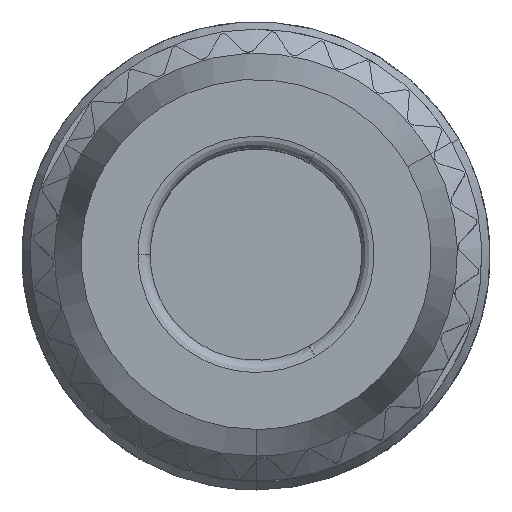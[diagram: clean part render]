
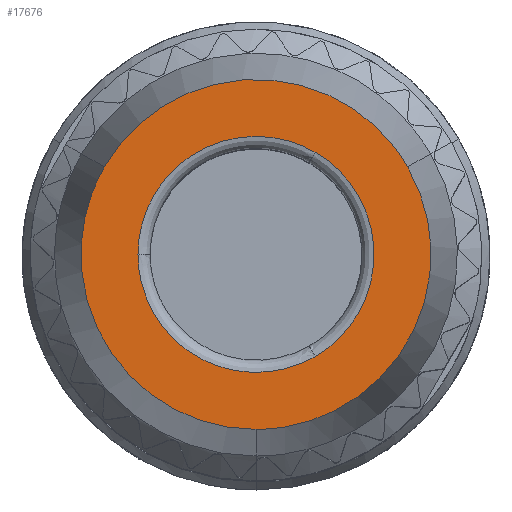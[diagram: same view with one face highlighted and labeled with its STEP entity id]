
A CAD part, top view. The second image highlights one B-rep face of the part: STEP entity #17676.
In plain terms, the highlighted planar face has unit normal (0, 0, 1).
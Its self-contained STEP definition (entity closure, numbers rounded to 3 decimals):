
#17607=AXIS2_PLACEMENT_3D('Plane Axis2P3D',#17604,#17605,#17606) ;
#17539=CARTESIAN_POINT('Vertex',(9.488,7.901,40.8)) ;
#17545=CARTESIAN_POINT('Vertex',(2.04,7.901,40.8)) ;
#17549=CARTESIAN_POINT('Control Point',(2.04,7.901,40.8)) ;
#17550=CARTESIAN_POINT('Control Point',(5.764,14.351,40.8)) ;
#17551=CARTESIAN_POINT('Control Point',(9.488,7.901,40.8)) ;
#17570=CARTESIAN_POINT('Vertex',(5.764,1.451,40.8)) ;
#17574=CARTESIAN_POINT('Control Point',(9.488,7.901,40.8)) ;
#17575=CARTESIAN_POINT('Control Point',(13.212,1.451,40.8)) ;
#17576=CARTESIAN_POINT('Control Point',(5.764,1.451,40.8)) ;
#17593=CARTESIAN_POINT('Control Point',(5.764,1.451,40.8)) ;
#17594=CARTESIAN_POINT('Control Point',(-1.684,1.451,40.8)) ;
#17595=CARTESIAN_POINT('Control Point',(2.04,7.901,40.8)) ;
#17604=CARTESIAN_POINT('Axis2P3D Location',(7.495,-0.71,40.8)) ;
#17615=CARTESIAN_POINT('Control Point',(7.214,8.262,40.8)) ;
#17616=CARTESIAN_POINT('Control Point',(7.482,8.108,40.8)) ;
#17617=CARTESIAN_POINT('Control Point',(7.738,7.912,40.8)) ;
#17618=CARTESIAN_POINT('Control Point',(7.972,7.675,40.8)) ;
#17619=CARTESIAN_POINT('Control Point',(8.365,7.139,40.8)) ;
#17620=CARTESIAN_POINT('Control Point',(8.596,6.498,40.8)) ;
#17621=CARTESIAN_POINT('Control Point',(8.664,6.166,40.8)) ;
#17622=CARTESIAN_POINT('Control Point',(8.701,5.49,40.8)) ;
#17623=CARTESIAN_POINT('Control Point',(8.546,4.834,40.8)) ;
#17624=CARTESIAN_POINT('Control Point',(8.421,4.52,40.8)) ;
#17625=CARTESIAN_POINT('Control Point',(8.136,4.025,40.8)) ;
#17626=CARTESIAN_POINT('Control Point',(7.757,3.625,40.8)) ;
#17627=CARTESIAN_POINT('Control Point',(7.584,3.476,40.8)) ;
#17628=CARTESIAN_POINT('Control Point',(7.402,3.348,40.8)) ;
#17629=CARTESIAN_POINT('Control Point',(7.214,3.24,40.8)) ;
#17630=CARTESIAN_POINT('Vertex',(7.214,8.262,40.8)) ;
#17632=CARTESIAN_POINT('Vertex',(7.214,3.24,40.8)) ;
#17636=CARTESIAN_POINT('Control Point',(7.214,3.24,40.8)) ;
#17637=CARTESIAN_POINT('Control Point',(6.946,3.085,40.8)) ;
#17638=CARTESIAN_POINT('Control Point',(6.649,2.961,40.8)) ;
#17639=CARTESIAN_POINT('Control Point',(6.327,2.877,40.8)) ;
#17640=CARTESIAN_POINT('Control Point',(5.666,2.805,40.8)) ;
#17641=CARTESIAN_POINT('Control Point',(4.995,2.925,40.8)) ;
#17642=CARTESIAN_POINT('Control Point',(4.674,3.032,40.8)) ;
#17643=CARTESIAN_POINT('Control Point',(4.07,3.338,40.8)) ;
#17644=CARTESIAN_POINT('Control Point',(3.579,3.801,40.8)) ;
#17645=CARTESIAN_POINT('Control Point',(3.37,4.065,40.8)) ;
#17646=CARTESIAN_POINT('Control Point',(3.083,4.559,40.8)) ;
#17647=CARTESIAN_POINT('Control Point',(2.927,5.088,40.8)) ;
#17648=CARTESIAN_POINT('Control Point',(2.884,5.312,40.8)) ;
#17649=CARTESIAN_POINT('Control Point',(2.864,5.534,40.8)) ;
#17650=CARTESIAN_POINT('Control Point',(2.864,5.751,40.8)) ;
#17651=CARTESIAN_POINT('Vertex',(2.864,5.751,40.8)) ;
#17655=CARTESIAN_POINT('Control Point',(2.864,5.751,40.8)) ;
#17656=CARTESIAN_POINT('Control Point',(2.864,6.06,40.8)) ;
#17657=CARTESIAN_POINT('Control Point',(2.905,6.38,40.8)) ;
#17658=CARTESIAN_POINT('Control Point',(2.993,6.701,40.8)) ;
#17659=CARTESIAN_POINT('Control Point',(3.262,7.309,40.8)) ;
#17660=CARTESIAN_POINT('Control Point',(3.701,7.83,40.8)) ;
#17661=CARTESIAN_POINT('Control Point',(3.954,8.054,40.8)) ;
#17662=CARTESIAN_POINT('Control Point',(4.521,8.425,40.8)) ;
#17663=CARTESIAN_POINT('Control Point',(5.168,8.619,40.8)) ;
#17664=CARTESIAN_POINT('Control Point',(5.501,8.668,40.8)) ;
#17665=CARTESIAN_POINT('Control Point',(6.072,8.668,40.8)) ;
#17666=CARTESIAN_POINT('Control Point',(6.609,8.54,40.8)) ;
#17667=CARTESIAN_POINT('Control Point',(6.824,8.464,40.8)) ;
#17668=CARTESIAN_POINT('Control Point',(7.026,8.371,40.8)) ;
#17669=CARTESIAN_POINT('Control Point',(7.214,8.262,40.8)) ;
#17605=DIRECTION('Axis2P3D Direction',(0.,0.,1.)) ;
#17606=DIRECTION('Axis2P3D XDirection',(0.5,0.866,0.)) ;
#17610=ORIENTED_EDGE('',*,*,#17596,.F.) ;
#17611=ORIENTED_EDGE('',*,*,#17577,.F.) ;
#17612=ORIENTED_EDGE('',*,*,#17552,.F.) ;
#17672=ORIENTED_EDGE('',*,*,#17634,.T.) ;
#17673=ORIENTED_EDGE('',*,*,#17653,.T.) ;
#17674=ORIENTED_EDGE('',*,*,#17670,.T.) ;
#17675=FACE_BOUND('',#17671,.T.) ;
#17676=ADVANCED_FACE('Hauptk\X2\00F6\X0\rper',(#17613,#17675),#17608,.T.) ;
#17614=B_SPLINE_CURVE_WITH_KNOTS('',5,(#17615,#17616,#17617,#17618,#17619,#17620,#17621,#17622,#17623,#17624,#17625,#17626,#17627,#17628,#17629),.UNSPECIFIED.,.F.,.U.,(6,3,3,3,6),(0.,2.375,4.67,6.974,8.64),.UNSPECIFIED.) ;
#17635=B_SPLINE_CURVE_WITH_KNOTS('',5,(#17636,#17637,#17638,#17639,#17640,#17641,#17642,#17643,#17644,#17645,#17646,#17647,#17648,#17649,#17650),.UNSPECIFIED.,.F.,.U.,(6,3,3,3,6),(0.,2.375,4.67,6.974,8.64),.UNSPECIFIED.) ;
#17654=B_SPLINE_CURVE_WITH_KNOTS('',5,(#17655,#17656,#17657,#17658,#17659,#17660,#17661,#17662,#17663,#17664,#17665,#17666,#17667,#17668,#17669),.UNSPECIFIED.,.F.,.U.,(6,3,3,3,6),(0.,2.375,4.67,6.974,8.64),.UNSPECIFIED.) ;
#17552=EDGE_CURVE('',#17546,#17540,#17548,.T.) ;
#17577=EDGE_CURVE('',#17540,#17571,#17573,.T.) ;
#17596=EDGE_CURVE('',#17571,#17546,#17592,.T.) ;
#17634=EDGE_CURVE('',#17631,#17633,#17614,.T.) ;
#17653=EDGE_CURVE('',#17633,#17652,#17635,.T.) ;
#17670=EDGE_CURVE('',#17652,#17631,#17654,.T.) ;
#17609=EDGE_LOOP('',(#17610,#17611,#17612)) ;
#17671=EDGE_LOOP('',(#17672,#17673,#17674)) ;
#17613=FACE_OUTER_BOUND('',#17609,.T.) ;
#17608=PLANE('',#17607) ;
#17540=VERTEX_POINT('',#17539) ;
#17546=VERTEX_POINT('',#17545) ;
#17571=VERTEX_POINT('',#17570) ;
#17631=VERTEX_POINT('',#17630) ;
#17633=VERTEX_POINT('',#17632) ;
#17652=VERTEX_POINT('',#17651) ;
#17548=(BOUNDED_CURVE()B_SPLINE_CURVE(2,(#17549,#17550,#17551),.UNSPECIFIED.,.F.,.U.)B_SPLINE_CURVE_WITH_KNOTS((3,3),(0.,16.021),.UNSPECIFIED.)CURVE()GEOMETRIC_REPRESENTATION_ITEM()RATIONAL_B_SPLINE_CURVE((1.,0.5,1.))REPRESENTATION_ITEM('')) ;
#17573=(BOUNDED_CURVE()B_SPLINE_CURVE(2,(#17574,#17575,#17576),.UNSPECIFIED.,.F.,.U.)B_SPLINE_CURVE_WITH_KNOTS((3,3),(16.021,32.043),.UNSPECIFIED.)CURVE()GEOMETRIC_REPRESENTATION_ITEM()RATIONAL_B_SPLINE_CURVE((1.,0.5,1.))REPRESENTATION_ITEM('')) ;
#17592=(BOUNDED_CURVE()B_SPLINE_CURVE(2,(#17593,#17594,#17595),.UNSPECIFIED.,.F.,.U.)B_SPLINE_CURVE_WITH_KNOTS((3,3),(32.043,48.064),.UNSPECIFIED.)CURVE()GEOMETRIC_REPRESENTATION_ITEM()RATIONAL_B_SPLINE_CURVE((1.,0.5,1.))REPRESENTATION_ITEM('')) ;
